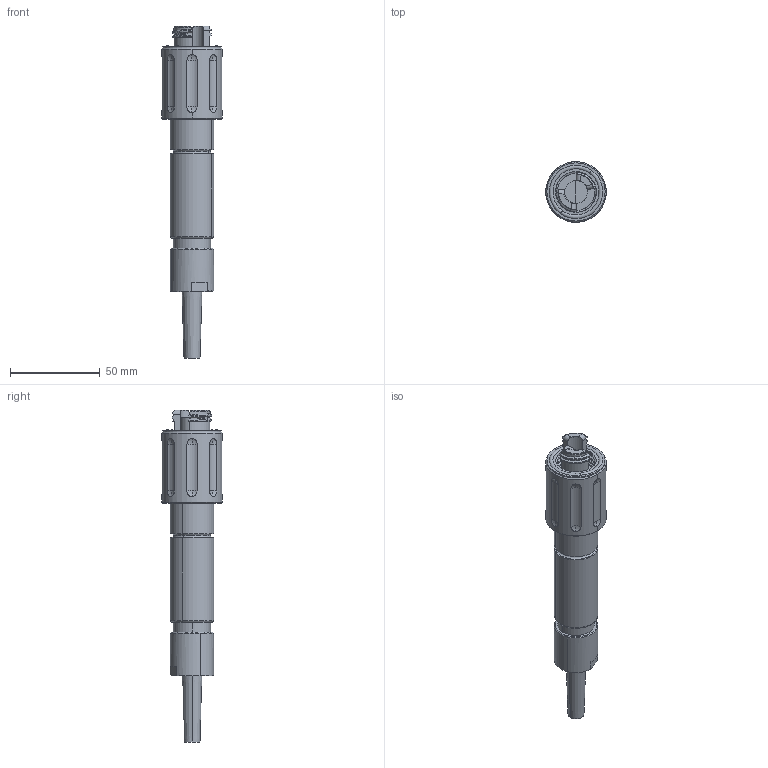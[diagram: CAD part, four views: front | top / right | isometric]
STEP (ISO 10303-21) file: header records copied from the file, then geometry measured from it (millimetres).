
FILE_DESCRIPTION (( 'STEP AP203' ), '1' );
FILE_NAME ('Size 13 Hermaphroditic Body.STEP', '2019-03-28T17:31:41', ( '' ), ( '' ), 'SwSTEP 2.0', 'SolidWorks 2019', '' );
FILE_SCHEMA (( 'CONFIG_CONTROL_DESIGN' ));
Length unit declared in the file: inch
Products named in the file (1): Size 13 Hermaphroditic Body
Bounding box: 33.66 x 33.66 x 184.67 mm (x, y, z)
Volume: 80303 mm3; surface area: 17642.4 mm2
Topology: 1 solids, 1 shells, 162 faces, 408 edges, 265 vertices
Faces by surface type: cylinder 62, sphere 32, plane 27, bspline 18, torus 12, cone 11
Entity records: 7487 total; most frequent: CARTESIAN_POINT 3812, ORIENTED_EDGE 816, DIRECTION 693, EDGE_CURVE 408, AXIS2_PLACEMENT_3D 290, VERTEX_POINT 265, EDGE_LOOP 179, ADVANCED_FACE 162
